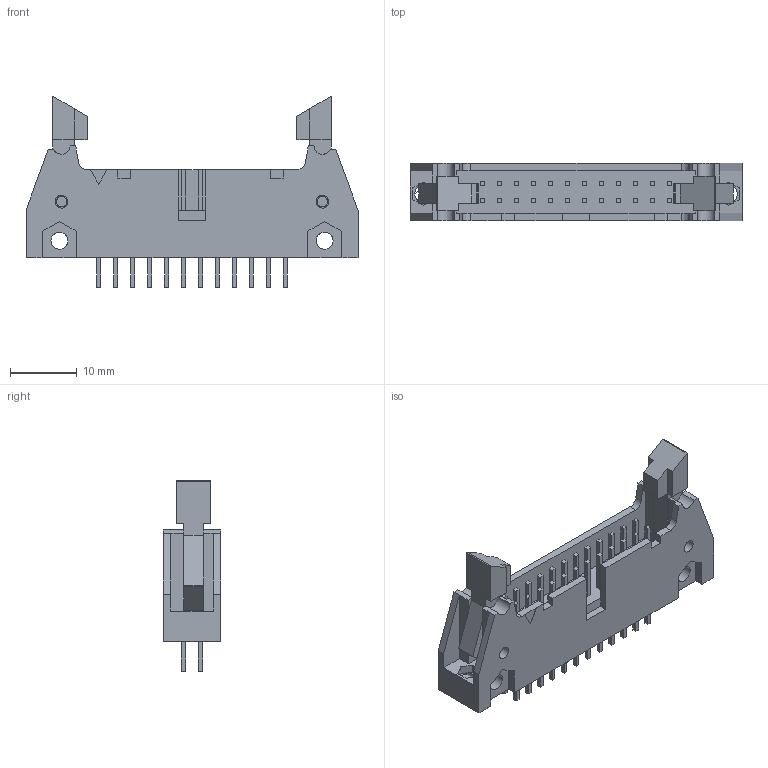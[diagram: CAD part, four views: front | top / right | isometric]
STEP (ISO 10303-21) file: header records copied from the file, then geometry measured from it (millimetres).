
FILE_DESCRIPTION((''),'2;1');
FILE_NAME('3M_3627-6202RB.stp','2009-04-06T17:03:28',(''),(''),'Mechanical Desktop 2009','Mechanical Desktop 2009',', , ');
FILE_SCHEMA(('AUTOMOTIVE_DESIGN { 1 2 10303 214 1 1 1 1 }'));
Length unit declared in the file: millimetre
Products named in the file (1): Product
Bounding box: 49.78 x 8.64 x 28.58 mm (x, y, z)
Volume: 3811.7 mm3; surface area: 4802.6 mm2
Topology: 51 solids, 51 shells, 476 faces, 1097 edges, 730 vertices
Faces by surface type: plane 438, cylinder 38
Full cylindrical faces by diameter (mm): 1.905 x2, 2.54 x6
Entity records: 14050 total; most frequent: CARTESIAN_POINT 3895, ORIENTED_EDGE 2186, DIRECTION 1704, EDGE_CURVE 1093, VERTEX_POINT 730, VECTOR 690, LINE 690, AXIS2_PLACEMENT_3D 507
